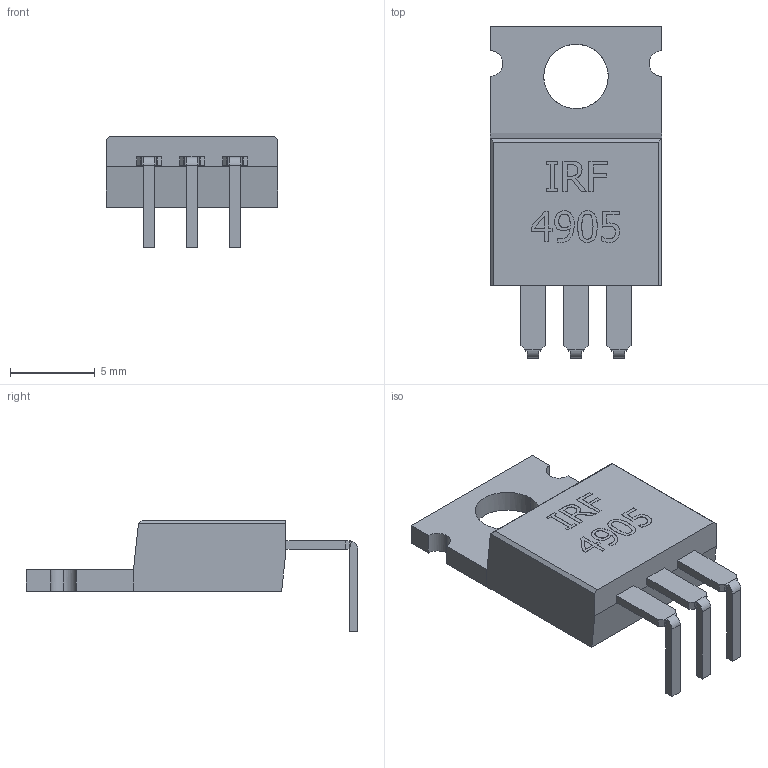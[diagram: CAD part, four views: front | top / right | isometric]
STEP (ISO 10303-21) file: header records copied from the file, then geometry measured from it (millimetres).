
FILE_DESCRIPTION(/* description */ (''),/* implementation_level */ '2;1');
FILE_NAME(/* name */ 'IRF4905.stp',/* time_stamp */ '2021-03-21T03:44:37-07:00',/* author */ ('circu'),/* organization */ (''),/* preprocessor_version */ 'ST-DEVELOPER v17',/* originating_system */ 'Autodesk Inventor 2019',/* authorisation */ '');
FILE_SCHEMA (('AUTOMOTIVE_DESIGN { 1 0 10303 214 3 1 1 }'));
Length unit declared in the file: millimetre
Products named in the file (1): User Library-IRF4905 Transistors MOSFET P-Channel TO-220AB
Bounding box: 10.16 x 19.62 x 6.61 mm (x, y, z)
Volume: 454.7 mm3; surface area: 551.7 mm2
Topology: 1 solids, 1 shells, 194 faces, 528 edges, 350 vertices
Faces by surface type: plane 125, bspline 57, cylinder 12
Entity records: 6894 total; most frequent: CARTESIAN_POINT 2164, ORIENTED_EDGE 1056, DIRECTION 682, EDGE_CURVE 528, LINE 378, VECTOR 378, VERTEX_POINT 350, EDGE_LOOP 210
